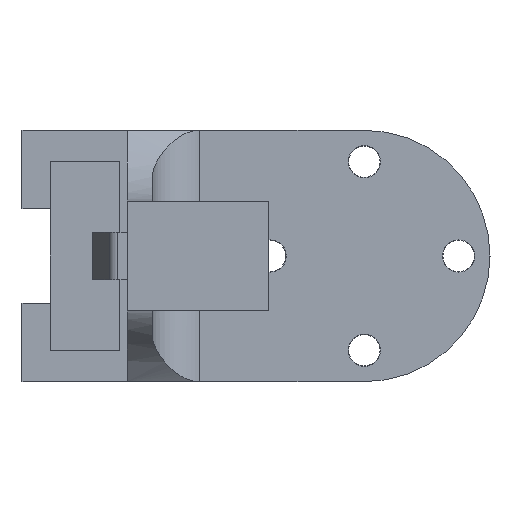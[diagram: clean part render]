
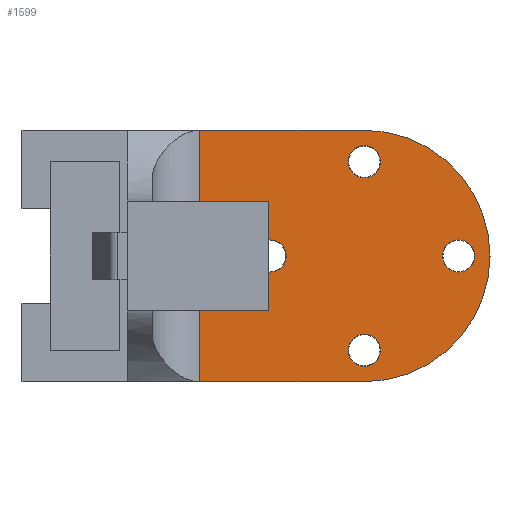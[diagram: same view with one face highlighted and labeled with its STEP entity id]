
A CAD part, left-side view. The second image highlights one B-rep face of the part: STEP entity #1599.
In plain terms, the highlighted planar face has unit normal (-1, 0, 0).
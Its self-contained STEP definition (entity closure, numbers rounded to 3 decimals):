
#21 = EDGE_CURVE ( 'NONE', #1482, #929, #2208, .T. ) ;
#79 = DIRECTION ( 'NONE',  ( 0., 0., 1. ) ) ;
#100 = DIRECTION ( 'NONE',  ( 0., 0., 1. ) ) ;
#118 = CARTESIAN_POINT ( 'NONE',  ( -18.6, -3.8, -8. ) ) ;
#136 = CARTESIAN_POINT ( 'NONE',  ( -18.6, -9.8, 1.025 ) ) ;
#141 = CIRCLE ( 'NONE', #1339, 1.025 ) ;
#143 = DIRECTION ( 'NONE',  ( -1., 0., 0. ) ) ;
#166 = VERTEX_POINT ( 'NONE', #728 ) ;
#184 = EDGE_LOOP ( 'NONE', ( #377, #586 ) ) ;
#193 = EDGE_CURVE ( 'NONE', #166, #2131, #1373, .T. ) ;
#230 = CARTESIAN_POINT ( 'NONE',  ( -18.6, -9.8, -1.025 ) ) ;
#236 = LINE ( 'NONE', #972, #1435 ) ;
#275 = CARTESIAN_POINT ( 'NONE',  ( -18.6, 0., 8. ) ) ;
#289 = CARTESIAN_POINT ( 'NONE',  ( -18.6, 2.2, -1.025 ) ) ;
#297 = CARTESIAN_POINT ( 'NONE',  ( -18.6, 2.2, 0. ) ) ;
#298 = DIRECTION ( 'NONE',  ( 0., -1., 0. ) ) ;
#300 = EDGE_CURVE ( 'NONE', #340, #385, #358, .T. ) ;
#301 = DIRECTION ( 'NONE',  ( -1., 0., 0. ) ) ;
#327 = ORIENTED_EDGE ( 'NONE', *, *, #2253, .F. ) ;
#334 = VERTEX_POINT ( 'NONE', #1058 ) ;
#340 = VERTEX_POINT ( 'NONE', #469 ) ;
#358 = CIRCLE ( 'NONE', #639, 1.025 ) ;
#371 = EDGE_CURVE ( 'NONE', #2415, #2342, #1549, .T. ) ;
#377 = ORIENTED_EDGE ( 'NONE', *, *, #2169, .F. ) ;
#385 = VERTEX_POINT ( 'NONE', #289 ) ;
#394 = EDGE_CURVE ( 'NONE', #2342, #2415, #484, .T. ) ;
#450 = ORIENTED_EDGE ( 'NONE', *, *, #1840, .T. ) ;
#469 = CARTESIAN_POINT ( 'NONE',  ( -18.6, 2.2, 1.025 ) ) ;
#484 = CIRCLE ( 'NONE', #1548, 1.025 ) ;
#494 = FACE_BOUND ( 'NONE', #1645, .T. ) ;
#502 = LINE ( 'NONE', #275, #675 ) ;
#546 = AXIS2_PLACEMENT_3D ( 'NONE', #1354, #1148, #1911 ) ;
#549 = ORIENTED_EDGE ( 'NONE', *, *, #371, .F. ) ;
#586 = ORIENTED_EDGE ( 'NONE', *, *, #193, .F. ) ;
#608 = DIRECTION ( 'NONE',  ( 0., -1., 0. ) ) ;
#639 = AXIS2_PLACEMENT_3D ( 'NONE', #1972, #301, #1206 ) ;
#644 = CARTESIAN_POINT ( 'NONE',  ( -18.6, -3.8, 6. ) ) ;
#671 = FACE_OUTER_BOUND ( 'NONE', #1973, .T. ) ;
#675 = VECTOR ( 'NONE', #298, 1000. ) ;
#685 = EDGE_CURVE ( 'NONE', #1866, #334, #502, .T. ) ;
#728 = CARTESIAN_POINT ( 'NONE',  ( -18.6, -3.8, 4.975 ) ) ;
#746 = DIRECTION ( 'NONE',  ( -1., 0., 0. ) ) ;
#852 = DIRECTION ( 'NONE',  ( 0., 0., 1. ) ) ;
#879 = CARTESIAN_POINT ( 'NONE',  ( -18.6, -9.8, 0. ) ) ;
#895 = VERTEX_POINT ( 'NONE', #118 ) ;
#900 = ORIENTED_EDGE ( 'NONE', *, *, #21, .F. ) ;
#903 = CARTESIAN_POINT ( 'NONE',  ( -18.6, 6.7, 8. ) ) ;
#926 = CIRCLE ( 'NONE', #2155, 1.025 ) ;
#929 = VERTEX_POINT ( 'NONE', #1369 ) ;
#944 = AXIS2_PLACEMENT_3D ( 'NONE', #967, #746, #2313 ) ;
#948 = CARTESIAN_POINT ( 'NONE',  ( -18.6, -3.8, 7.025 ) ) ;
#964 = VERTEX_POINT ( 'NONE', #1760 ) ;
#967 = CARTESIAN_POINT ( 'NONE',  ( -18.6, -3.8, -6. ) ) ;
#972 = CARTESIAN_POINT ( 'NONE',  ( -18.6, 0., -8. ) ) ;
#1029 = CARTESIAN_POINT ( 'NONE',  ( -18.6, -9.8, 0. ) ) ;
#1041 = DIRECTION ( 'NONE',  ( -1., 0., 0. ) ) ;
#1058 = CARTESIAN_POINT ( 'NONE',  ( -18.6, -3.8, 8. ) ) ;
#1148 = DIRECTION ( 'NONE',  ( -1., 0., 0. ) ) ;
#1174 = DIRECTION ( 'NONE',  ( -1., 0., 0. ) ) ;
#1206 = DIRECTION ( 'NONE',  ( 0., 0., 1. ) ) ;
#1260 = EDGE_LOOP ( 'NONE', ( #900, #327 ) ) ;
#1270 = ORIENTED_EDGE ( 'NONE', *, *, #300, .F. ) ;
#1298 = DIRECTION ( 'NONE',  ( 0., 0., -1. ) ) ;
#1310 = ORIENTED_EDGE ( 'NONE', *, *, #685, .F. ) ;
#1322 = LINE ( 'NONE', #2246, #1597 ) ;
#1329 = AXIS2_PLACEMENT_3D ( 'NONE', #879, #2348, #100 ) ;
#1339 = AXIS2_PLACEMENT_3D ( 'NONE', #644, #1980, #1781 ) ;
#1343 = EDGE_LOOP ( 'NONE', ( #1270, #2413 ) ) ;
#1354 = CARTESIAN_POINT ( 'NONE',  ( -18.6, -3.8, 0. ) ) ;
#1363 = DIRECTION ( 'NONE',  ( 0., 0., 1. ) ) ;
#1369 = CARTESIAN_POINT ( 'NONE',  ( -18.6, -3.8, -7.025 ) ) ;
#1373 = CIRCLE ( 'NONE', #1652, 1.025 ) ;
#1431 = ORIENTED_EDGE ( 'NONE', *, *, #1948, .T. ) ;
#1435 = VECTOR ( 'NONE', #608, 1000. ) ;
#1463 = CIRCLE ( 'NONE', #1777, 1.025 ) ;
#1475 = ORIENTED_EDGE ( 'NONE', *, *, #394, .F. ) ;
#1482 = VERTEX_POINT ( 'NONE', #1568 ) ;
#1548 = AXIS2_PLACEMENT_3D ( 'NONE', #1029, #1787, #852 ) ;
#1549 = CIRCLE ( 'NONE', #1329, 1.025 ) ;
#1568 = CARTESIAN_POINT ( 'NONE',  ( -18.6, -3.8, -4.975 ) ) ;
#1597 = VECTOR ( 'NONE', #1298, 1000. ) ;
#1599 = ADVANCED_FACE ( 'NONE', ( #1625, #1612, #1989, #494, #671 ), #1603, .T. ) ;
#1603 = PLANE ( 'NONE',  #1751 ) ;
#1612 = FACE_BOUND ( 'NONE', #1343, .T. ) ;
#1625 = FACE_BOUND ( 'NONE', #184, .T. ) ;
#1645 = EDGE_LOOP ( 'NONE', ( #1475, #549 ) ) ;
#1652 = AXIS2_PLACEMENT_3D ( 'NONE', #1925, #1951, #79 ) ;
#1751 = AXIS2_PLACEMENT_3D ( 'NONE', #1833, #143, #2179 ) ;
#1760 = CARTESIAN_POINT ( 'NONE',  ( -18.6, 6.7, -8. ) ) ;
#1777 = AXIS2_PLACEMENT_3D ( 'NONE', #2315, #1174, #1363 ) ;
#1781 = DIRECTION ( 'NONE',  ( 0., 0., 1. ) ) ;
#1787 = DIRECTION ( 'NONE',  ( -1., 0., 0. ) ) ;
#1801 = DIRECTION ( 'NONE',  ( 0., 0., 1. ) ) ;
#1833 = CARTESIAN_POINT ( 'NONE',  ( -18.6, 0., -8. ) ) ;
#1840 = EDGE_CURVE ( 'NONE', #964, #895, #236, .T. ) ;
#1866 = VERTEX_POINT ( 'NONE', #903 ) ;
#1911 = DIRECTION ( 'NONE',  ( 0., 0., -1. ) ) ;
#1923 = CIRCLE ( 'NONE', #546, 8. ) ;
#1925 = CARTESIAN_POINT ( 'NONE',  ( -18.6, -3.8, 6. ) ) ;
#1948 = EDGE_CURVE ( 'NONE', #1866, #964, #1322, .T. ) ;
#1951 = DIRECTION ( 'NONE',  ( -1., 0., 0. ) ) ;
#1972 = CARTESIAN_POINT ( 'NONE',  ( -18.6, 2.2, 0. ) ) ;
#1973 = EDGE_LOOP ( 'NONE', ( #1310, #1431, #450, #2228 ) ) ;
#1980 = DIRECTION ( 'NONE',  ( -1., 0., 0. ) ) ;
#1989 = FACE_BOUND ( 'NONE', #1260, .T. ) ;
#2131 = VERTEX_POINT ( 'NONE', #948 ) ;
#2155 = AXIS2_PLACEMENT_3D ( 'NONE', #297, #1041, #1801 ) ;
#2169 = EDGE_CURVE ( 'NONE', #2131, #166, #141, .T. ) ;
#2179 = DIRECTION ( 'NONE',  ( 0., 0., 1. ) ) ;
#2208 = CIRCLE ( 'NONE', #944, 1.025 ) ;
#2228 = ORIENTED_EDGE ( 'NONE', *, *, #2382, .T. ) ;
#2246 = CARTESIAN_POINT ( 'NONE',  ( -18.6, 6.7, -8. ) ) ;
#2253 = EDGE_CURVE ( 'NONE', #929, #1482, #1463, .T. ) ;
#2313 = DIRECTION ( 'NONE',  ( 0., 0., 1. ) ) ;
#2315 = CARTESIAN_POINT ( 'NONE',  ( -18.6, -3.8, -6. ) ) ;
#2335 = EDGE_CURVE ( 'NONE', #385, #340, #926, .T. ) ;
#2342 = VERTEX_POINT ( 'NONE', #136 ) ;
#2348 = DIRECTION ( 'NONE',  ( -1., 0., 0. ) ) ;
#2382 = EDGE_CURVE ( 'NONE', #895, #334, #1923, .T. ) ;
#2413 = ORIENTED_EDGE ( 'NONE', *, *, #2335, .F. ) ;
#2415 = VERTEX_POINT ( 'NONE', #230 ) ;
